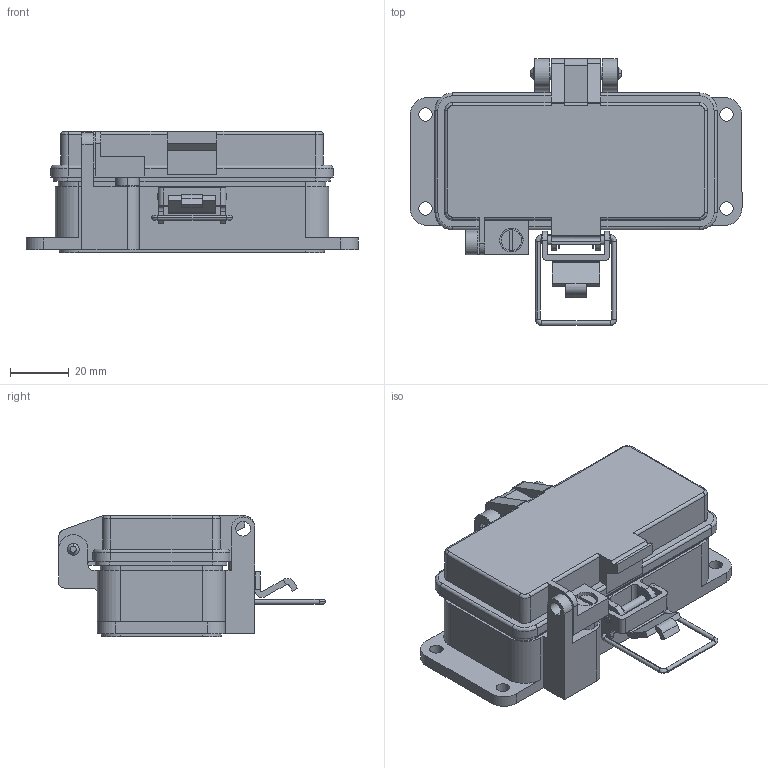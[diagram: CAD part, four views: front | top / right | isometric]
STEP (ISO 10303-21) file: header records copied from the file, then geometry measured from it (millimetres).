
FILE_DESCRIPTION (( 'STEP AP214' ), '1' );
FILE_NAME ('Z-H-F4_3D.STEP', '2017-12-15T14:38:12', ( '' ), ( '' ), 'SwSTEP 2.0', 'SolidWorks 2017', '' );
FILE_SCHEMA (( 'AUTOMOTIVE_DESIGN' ));
Length unit declared in the file: inch
Products named in the file (1): Z-H-F4_3D
Bounding box: 113 x 90.81 x 41.2 mm (x, y, z)
Volume: 64930.2 mm3; surface area: 45682.5 mm2
Topology: 10 solids, 10 shells, 496 faces, 1332 edges, 878 vertices
Faces by surface type: cylinder 241, plane 231, bspline 16, cone 8
Entity records: 21641 total; most frequent: CARTESIAN_POINT 4542, ORIENTED_EDGE 2664, DIRECTION 2594, EDGE_CURVE 1332, AXIS2_PLACEMENT_3D 896, VERTEX_POINT 878, VECTOR 802, LINE 802
